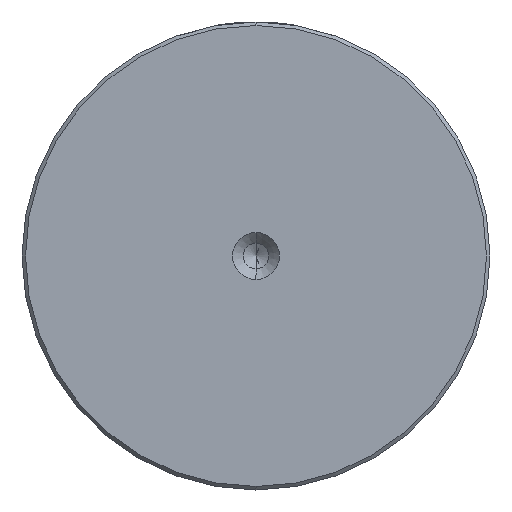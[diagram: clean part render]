
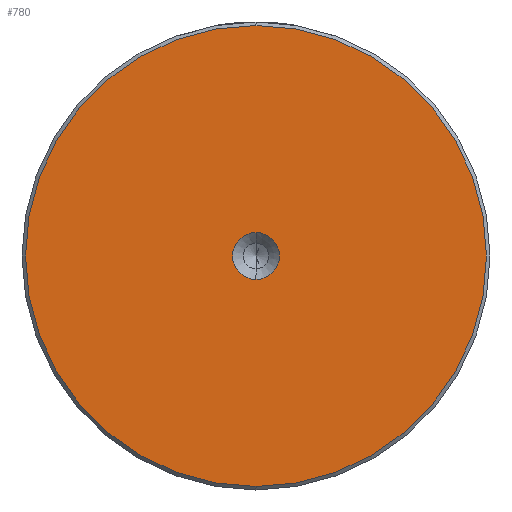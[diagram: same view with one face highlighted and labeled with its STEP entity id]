
A CAD part, left-side view. The second image highlights one B-rep face of the part: STEP entity #780.
In plain terms, the highlighted planar face has unit normal (-1, 0, 0).
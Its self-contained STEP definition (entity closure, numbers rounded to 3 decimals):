
#4 = VERTEX_POINT ( 'NONE', #488 ) ;
#28 = CIRCLE ( 'NONE', #568, 3.3 ) ;
#45 = AXIS2_PLACEMENT_3D ( 'NONE', #2391, #1153, #2599 ) ;
#62 = VERTEX_POINT ( 'NONE', #122 ) ;
#103 = DIRECTION ( 'NONE',  ( -1., 0., 0. ) ) ;
#122 = CARTESIAN_POINT ( 'NONE',  ( 0., 0., -32.5 ) ) ;
#166 = EDGE_CURVE ( 'NONE', #62, #4, #446, .T. ) ;
#217 = EDGE_LOOP ( 'NONE', ( #226, #456 ) ) ;
#226 = ORIENTED_EDGE ( 'NONE', *, *, #2671, .F. ) ;
#290 = AXIS2_PLACEMENT_3D ( 'NONE', #1343, #103, #1554 ) ;
#296 = CARTESIAN_POINT ( 'NONE',  ( 0., 0., 0. ) ) ;
#305 = CIRCLE ( 'NONE', #45, 32.5 ) ;
#380 = AXIS2_PLACEMENT_3D ( 'NONE', #296, #1725, #502 ) ;
#446 = CIRCLE ( 'NONE', #2660, 32.5 ) ;
#456 = ORIENTED_EDGE ( 'NONE', *, *, #1634, .F. ) ;
#488 = CARTESIAN_POINT ( 'NONE',  ( 0., 0., 32.5 ) ) ;
#502 = DIRECTION ( 'NONE',  ( 0., 0., 1. ) ) ;
#568 = AXIS2_PLACEMENT_3D ( 'NONE', #820, #2260, #1023 ) ;
#665 = VERTEX_POINT ( 'NONE', #1331 ) ;
#666 = CIRCLE ( 'NONE', #380, 3.3 ) ;
#715 = FACE_BOUND ( 'NONE', #217, .T. ) ;
#774 = DIRECTION ( 'NONE',  ( 0., 0., 1. ) ) ;
#780 = ADVANCED_FACE ( 'NONE', ( #2366, #715 ), #2380, .T. ) ;
#795 = DIRECTION ( 'NONE',  ( -1., 0., 0. ) ) ;
#820 = CARTESIAN_POINT ( 'NONE',  ( 0., 0., 0. ) ) ;
#966 = ORIENTED_EDGE ( 'NONE', *, *, #1325, .T. ) ;
#999 = CARTESIAN_POINT ( 'NONE',  ( 0., 0., 0. ) ) ;
#1023 = DIRECTION ( 'NONE',  ( 0., 0., 1. ) ) ;
#1153 = DIRECTION ( 'NONE',  ( -1., 0., 0. ) ) ;
#1216 = CARTESIAN_POINT ( 'NONE',  ( 0., 0., 3.3 ) ) ;
#1325 = EDGE_CURVE ( 'NONE', #4, #62, #305, .T. ) ;
#1331 = CARTESIAN_POINT ( 'NONE',  ( 0., 0., -3.3 ) ) ;
#1343 = CARTESIAN_POINT ( 'NONE',  ( 0., 0., 0. ) ) ;
#1350 = ORIENTED_EDGE ( 'NONE', *, *, #166, .T. ) ;
#1554 = DIRECTION ( 'NONE',  ( 0., 0., 1. ) ) ;
#1604 = VERTEX_POINT ( 'NONE', #1216 ) ;
#1634 = EDGE_CURVE ( 'NONE', #665, #1604, #28, .T. ) ;
#1725 = DIRECTION ( 'NONE',  ( -1., 0., 0. ) ) ;
#2090 = EDGE_LOOP ( 'NONE', ( #1350, #966 ) ) ;
#2260 = DIRECTION ( 'NONE',  ( -1., 0., 0. ) ) ;
#2366 = FACE_OUTER_BOUND ( 'NONE', #2090, .T. ) ;
#2380 = PLANE ( 'NONE',  #290 ) ;
#2391 = CARTESIAN_POINT ( 'NONE',  ( 0., 0., 0. ) ) ;
#2599 = DIRECTION ( 'NONE',  ( 0., 0., 1. ) ) ;
#2660 = AXIS2_PLACEMENT_3D ( 'NONE', #999, #795, #774 ) ;
#2671 = EDGE_CURVE ( 'NONE', #1604, #665, #666, .T. ) ;
